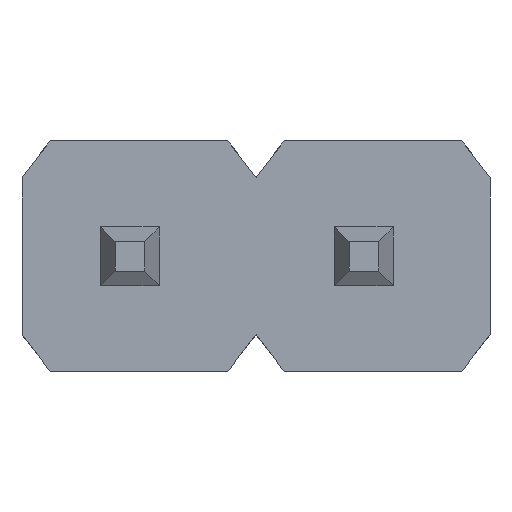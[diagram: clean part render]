
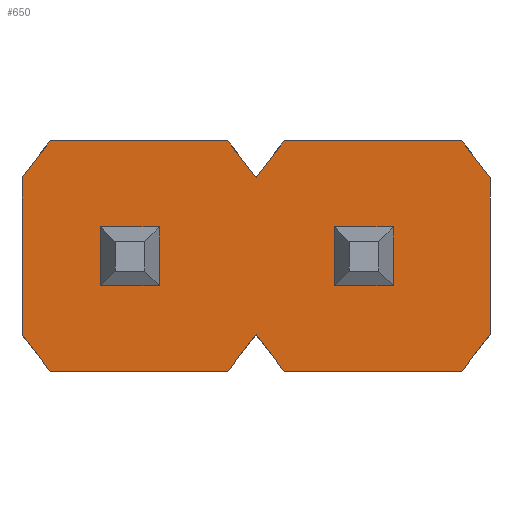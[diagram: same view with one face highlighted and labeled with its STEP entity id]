
A CAD part, front view. The second image highlights one B-rep face of the part: STEP entity #650.
In plain terms, the highlighted planar face has unit normal (0, -1, 0).
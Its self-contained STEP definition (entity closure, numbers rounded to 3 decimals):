
#328=EDGE_CURVE('',#866,#502,#942,.T.);
#334=EDGE_CURVE('',#518,#674,#948,.T.);
#336=VERTEX_POINT('',#950);
#348=VERTEX_POINT('',#963);
#354=EDGE_CURVE('',#714,#336,#969,.T.);
#386=EDGE_CURVE('',#788,#666,#1004,.T.);
#408=VERTEX_POINT('',#1031);
#414=EDGE_CURVE('',#664,#792,#1038,.T.);
#468=VERTEX_POINT('',#1096);
#502=VERTEX_POINT('',#1134);
#508=EDGE_CURVE('',#764,#714,#1140,.T.);
#518=VERTEX_POINT('',#1151);
#528=EDGE_CURVE('',#536,#408,#1162,.T.);
#536=VERTEX_POINT('',#1170);
#544=EDGE_CURVE('',#560,#788,#1179,.T.);
#550=EDGE_CURVE('',#674,#660,#1186,.T.);
#560=VERTEX_POINT('',#1196);
#572=EDGE_CURVE('',#688,#560,#1209,.T.);
#590=EDGE_CURVE('',#666,#518,#1229,.T.);
#608=VERTEX_POINT('',#1250);
#610=EDGE_CURVE('',#858,#468,#1252,.T.);
#650=ADVANCED_FACE('',(#1295,#1296,#1297),#1298,.T.);
#660=VERTEX_POINT('',#1309);
#664=VERTEX_POINT('',#1313);
#666=VERTEX_POINT('',#1315);
#668=EDGE_CURVE('',#608,#746,#1317,.T.);
#674=VERTEX_POINT('',#1323);
#680=EDGE_CURVE('',#798,#348,#1329,.T.);
#682=EDGE_CURVE('',#502,#858,#1331,.T.);
#688=VERTEX_POINT('',#1337);
#690=EDGE_CURVE('',#468,#866,#1339,.T.);
#712=EDGE_CURVE('',#660,#798,#1363,.T.);
#714=VERTEX_POINT('',#1365);
#746=VERTEX_POINT('',#1400);
#750=EDGE_CURVE('',#792,#536,#1405,.T.);
#764=VERTEX_POINT('',#1420);
#788=VERTEX_POINT('',#1451);
#792=VERTEX_POINT('',#1455);
#798=VERTEX_POINT('',#1461);
#806=EDGE_CURVE('',#348,#764,#1469,.T.);
#816=EDGE_CURVE('',#336,#608,#1480,.T.);
#818=EDGE_CURVE('',#408,#664,#1482,.T.);
#858=VERTEX_POINT('',#1526);
#866=VERTEX_POINT('',#1535);
#872=EDGE_CURVE('',#746,#688,#1541,.T.);
#942=LINE('',#1612,#1613);
#948=LINE('',#1622,#1623);
#950=CARTESIAN_POINT('',(-2.44,-2.54,-0.851));
#963=CARTESIAN_POINT('',(0.1,-2.54,-0.851));
#969=LINE('',#1653,#1654);
#1004=LINE('',#1704,#1705);
#1031=CARTESIAN_POINT('',(-0.95,-2.54,0.32));
#1038=LINE('',#1744,#1745);
#1096=CARTESIAN_POINT('',(0.95,-2.54,0.32));
#1134=CARTESIAN_POINT('',(1.59,-2.54,-0.32));
#1140=LINE('',#1892,#1893);
#1151=CARTESIAN_POINT('',(2.64,-2.54,0.851));
#1162=LINE('',#1924,#1925);
#1170=CARTESIAN_POINT('',(-1.59,-2.54,0.32));
#1179=LINE('',#1951,#1952);
#1186=LINE('',#1962,#1963);
#1196=CARTESIAN_POINT('',(0.1,-2.54,0.851));
#1209=LINE('',#1997,#1998);
#1229=LINE('',#2027,#2028);
#1250=CARTESIAN_POINT('',(-2.44,-2.54,0.851));
#1252=LINE('',#2054,#2055);
#1295=FACE_BOUND('',#2118,.T.);
#1296=FACE_BOUND('',#2119,.T.);
#1297=FACE_OUTER_BOUND('',#2120,.T.);
#1298=PLANE('',#2121);
#1309=CARTESIAN_POINT('',(2.335,-2.54,-1.246));
#1313=CARTESIAN_POINT('',(-0.95,-2.54,-0.32));
#1315=CARTESIAN_POINT('',(2.335,-2.54,1.253));
#1317=LINE('',#2147,#2148);
#1323=CARTESIAN_POINT('',(2.64,-2.54,-0.851));
#1329=LINE('',#2165,#2166);
#1331=LINE('',#2169,#2170);
#1337=CARTESIAN_POINT('',(-0.205,-2.54,1.253));
#1339=LINE('',#2181,#2182);
#1363=LINE('',#2223,#2224);
#1365=CARTESIAN_POINT('',(-2.135,-2.54,-1.246));
#1400=CARTESIAN_POINT('',(-2.135,-2.54,1.253));
#1405=LINE('',#2289,#2290);
#1420=CARTESIAN_POINT('',(-0.205,-2.54,-1.246));
#1451=CARTESIAN_POINT('',(0.405,-2.54,1.253));
#1455=CARTESIAN_POINT('',(-1.59,-2.54,-0.32));
#1461=CARTESIAN_POINT('',(0.405,-2.54,-1.246));
#1469=LINE('',#2373,#2374);
#1480=LINE('',#2388,#2389);
#1482=LINE('',#2392,#2393);
#1526=CARTESIAN_POINT('',(0.95,-2.54,-0.32));
#1535=CARTESIAN_POINT('',(1.59,-2.54,0.32));
#1541=LINE('',#2483,#2484);
#1612=CARTESIAN_POINT('',(1.59,-2.54,0.252));
#1613=VECTOR('',#2563,1.0);
#1622=CARTESIAN_POINT('',(2.64,-2.54,0.851));
#1623=VECTOR('',#2565,1.0);
#1653=CARTESIAN_POINT('',(-2.135,-2.54,-1.246));
#1654=VECTOR('',#2578,1.0);
#1704=CARTESIAN_POINT('',(0.405,-2.54,1.253));
#1705=VECTOR('',#2612,1.0);
#1744=CARTESIAN_POINT('',(-1.47,-2.54,-0.32));
#1745=VECTOR('',#2665,1.0);
#1892=CARTESIAN_POINT('',(-0.205,-2.54,-1.246));
#1893=VECTOR('',#2754,1.0);
#1924=CARTESIAN_POINT('',(-1.47,-2.54,0.32));
#1925=VECTOR('',#2775,1.0);
#1951=CARTESIAN_POINT('',(0.405,-2.54,1.253));
#1952=VECTOR('',#2788,1.0);
#1962=CARTESIAN_POINT('',(2.64,-2.54,-0.851));
#1963=VECTOR('',#2798,1.0);
#1997=CARTESIAN_POINT('',(-0.205,-2.54,1.253));
#1998=VECTOR('',#2812,1.0);
#2027=CARTESIAN_POINT('',(2.335,-2.54,1.253));
#2028=VECTOR('',#2833,1.0);
#2054=CARTESIAN_POINT('',(0.95,-2.54,0.252));
#2055=VECTOR('',#2859,1.0);
#2118=EDGE_LOOP('',(#2897,#2898,#2899,#2900));
#2119=EDGE_LOOP('',(#2901,#2902,#2903,#2904));
#2120=EDGE_LOOP('',(#2905,#2906,#2907,#2908,#2909,#2910,#2911,#2912,#2913,#2914,#2915,#2916,#2917,#2918));
#2121=AXIS2_PLACEMENT_3D('',#2919,#2920,#2921);
#2147=CARTESIAN_POINT('',(-2.135,-2.54,1.253));
#2148=VECTOR('',#2933,1.0);
#2165=CARTESIAN_POINT('',(0.405,-2.54,-1.246));
#2166=VECTOR('',#2936,1.0);
#2169=CARTESIAN_POINT('',(-0.2,-2.54,-0.32));
#2170=VECTOR('',#2937,1.0);
#2181=CARTESIAN_POINT('',(-0.2,-2.54,0.32));
#2182=VECTOR('',#2939,1.0);
#2223=CARTESIAN_POINT('',(2.335,-2.54,-1.246));
#2224=VECTOR('',#2966,1.0);
#2289=CARTESIAN_POINT('',(-1.59,-2.54,0.252));
#2290=VECTOR('',#3010,1.0);
#2373=CARTESIAN_POINT('',(0.1,-2.54,-0.851));
#2374=VECTOR('',#3086,1.0);
#2388=CARTESIAN_POINT('',(-2.44,-2.54,0.851));
#2389=VECTOR('',#3096,1.0);
#2392=CARTESIAN_POINT('',(-0.95,-2.54,0.252));
#2393=VECTOR('',#3097,1.0);
#2483=CARTESIAN_POINT('',(-2.135,-2.54,1.253));
#2484=VECTOR('',#3157,1.0);
#2563=DIRECTION('',(0.,0.,-1.0));
#2565=DIRECTION('',(0.0,0.,-1.0));
#2578=DIRECTION('',(-0.611,0.,0.792));
#2612=DIRECTION('',(1.0,0.0,0.0));
#2665=DIRECTION('',(-1.0,0.,0.));
#2754=DIRECTION('',(-1.0,0.0,0.0));
#2775=DIRECTION('',(1.0,0.,0.));
#2788=DIRECTION('',(0.604,0.,0.797));
#2798=DIRECTION('',(-0.611,0.,-0.792));
#2812=DIRECTION('',(0.604,0.,-0.797));
#2833=DIRECTION('',(0.604,0.,-0.797));
#2859=DIRECTION('',(0.,0.,1.0));
#2897=ORIENTED_EDGE('',*,*,#690,.T.);
#2898=ORIENTED_EDGE('',*,*,#328,.T.);
#2899=ORIENTED_EDGE('',*,*,#682,.T.);
#2900=ORIENTED_EDGE('',*,*,#610,.T.);
#2901=ORIENTED_EDGE('',*,*,#528,.T.);
#2902=ORIENTED_EDGE('',*,*,#818,.T.);
#2903=ORIENTED_EDGE('',*,*,#414,.T.);
#2904=ORIENTED_EDGE('',*,*,#750,.T.);
#2905=ORIENTED_EDGE('',*,*,#572,.F.);
#2906=ORIENTED_EDGE('',*,*,#872,.F.);
#2907=ORIENTED_EDGE('',*,*,#668,.F.);
#2908=ORIENTED_EDGE('',*,*,#816,.F.);
#2909=ORIENTED_EDGE('',*,*,#354,.F.);
#2910=ORIENTED_EDGE('',*,*,#508,.F.);
#2911=ORIENTED_EDGE('',*,*,#806,.F.);
#2912=ORIENTED_EDGE('',*,*,#680,.F.);
#2913=ORIENTED_EDGE('',*,*,#712,.F.);
#2914=ORIENTED_EDGE('',*,*,#550,.F.);
#2915=ORIENTED_EDGE('',*,*,#334,.F.);
#2916=ORIENTED_EDGE('',*,*,#590,.F.);
#2917=ORIENTED_EDGE('',*,*,#386,.F.);
#2918=ORIENTED_EDGE('',*,*,#544,.F.);
#2919=CARTESIAN_POINT('',(-1.17,-2.54,0.003));
#2920=DIRECTION('',(0.0,-1.0,0.));
#2921=DIRECTION('',(1.0,0.0,0.0));
#2933=DIRECTION('',(0.604,0.,0.797));
#2936=DIRECTION('',(-0.611,0.,0.792));
#2937=DIRECTION('',(-1.0,0.,0.));
#2939=DIRECTION('',(1.0,0.,0.));
#2966=DIRECTION('',(-1.0,0.0,0.0));
#3010=DIRECTION('',(0.,0.,1.0));
#3086=DIRECTION('',(-0.611,0.,-0.792));
#3096=DIRECTION('',(0.0,0.,1.0));
#3097=DIRECTION('',(0.,0.,-1.0));
#3157=DIRECTION('',(1.0,0.0,0.0));
